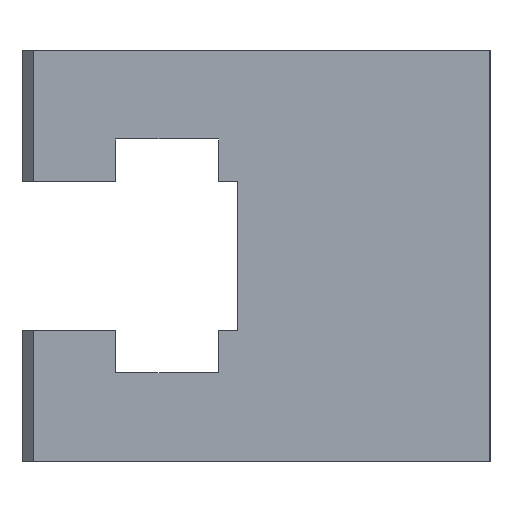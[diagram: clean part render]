
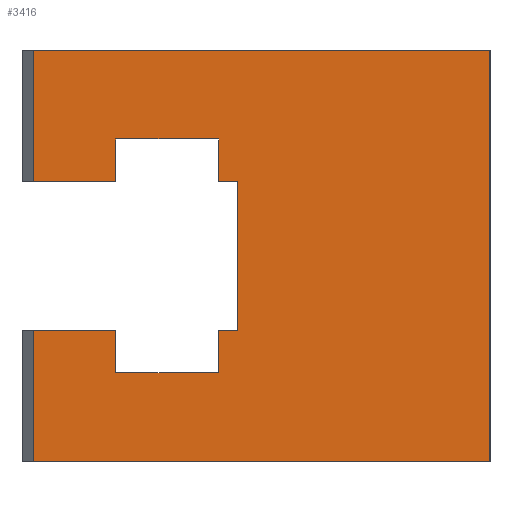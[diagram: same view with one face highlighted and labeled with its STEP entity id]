
A CAD part, left-side view. The second image highlights one B-rep face of the part: STEP entity #3416.
In plain terms, the highlighted planar face has unit normal (-1, 0, 0).
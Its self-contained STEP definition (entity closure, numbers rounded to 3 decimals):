
#3416=ADVANCED_FACE('',(#6941),#6942,.F.);
#6941=FACE_OUTER_BOUND('',#10576,.T.);
#6942=PLANE('',#10577);
#10576=EDGE_LOOP('',(#21294,#21295,#21296,#21297,#21298,#21299,#21300,#21301,#21302,#21303,#21304,#21305,#21306,#21307,#21308,#21309));
#10577=AXIS2_PLACEMENT_3D('',#21310,#21311,#21312);
#21294=ORIENTED_EDGE('',*,*,#27430,.T.);
#21295=ORIENTED_EDGE('',*,*,#23586,.T.);
#21296=ORIENTED_EDGE('',*,*,#27432,.T.);
#21297=ORIENTED_EDGE('',*,*,#27433,.T.);
#21298=ORIENTED_EDGE('',*,*,#23312,.T.);
#21299=ORIENTED_EDGE('',*,*,#23490,.T.);
#21300=ORIENTED_EDGE('',*,*,#23493,.T.);
#21301=ORIENTED_EDGE('',*,*,#23496,.T.);
#21302=ORIENTED_EDGE('',*,*,#24575,.T.);
#21303=ORIENTED_EDGE('',*,*,#27434,.T.);
#21304=ORIENTED_EDGE('',*,*,#23504,.T.);
#21305=ORIENTED_EDGE('',*,*,#23525,.T.);
#21306=ORIENTED_EDGE('',*,*,#27428,.T.);
#21307=ORIENTED_EDGE('',*,*,#27435,.F.);
#21308=ORIENTED_EDGE('',*,*,#27436,.F.);
#21309=ORIENTED_EDGE('',*,*,#25039,.F.);
#21310=CARTESIAN_POINT('',(-75.0,25.0,0.0));
#21311=DIRECTION('',(1.0,0.0,0.0));
#21312=DIRECTION('',(0.0,0.0,-1.0));
#23312=EDGE_CURVE('',#28439,#28437,#28440,.T.);
#23490=EDGE_CURVE('',#28437,#28746,#28748,.T.);
#23493=EDGE_CURVE('',#28746,#28750,#28752,.T.);
#23496=EDGE_CURVE('',#28750,#28754,#28756,.T.);
#23504=EDGE_CURVE('',#28768,#28766,#28769,.T.);
#23525=EDGE_CURVE('',#28766,#28806,#28808,.T.);
#23586=EDGE_CURVE('',#28911,#28909,#28912,.T.);
#24575=EDGE_CURVE('',#28754,#30704,#30706,.T.);
#25039=EDGE_CURVE('',#31612,#31614,#31615,.T.);
#27428=EDGE_CURVE('',#28806,#34568,#34570,.T.);
#27430=EDGE_CURVE('',#31612,#28911,#34572,.T.);
#27432=EDGE_CURVE('',#28909,#34574,#34575,.T.);
#27433=EDGE_CURVE('',#34574,#28439,#34576,.T.);
#27434=EDGE_CURVE('',#30704,#28768,#34577,.T.);
#27435=EDGE_CURVE('',#34578,#34568,#34579,.T.);
#27436=EDGE_CURVE('',#31614,#34578,#34580,.T.);
#28437=VERTEX_POINT('',#35794);
#28439=VERTEX_POINT('',#35797);
#28440=LINE('',#35798,#35799);
#28746=VERTEX_POINT('',#36229);
#28748=LINE('',#36232,#36233);
#28750=VERTEX_POINT('',#36235);
#28752=LINE('',#36238,#36239);
#28754=VERTEX_POINT('',#36241);
#28756=LINE('',#36244,#36245);
#28766=VERTEX_POINT('',#36259);
#28768=VERTEX_POINT('',#36262);
#28769=LINE('',#36263,#36264);
#28806=VERTEX_POINT('',#36319);
#28808=LINE('',#36322,#36323);
#28909=VERTEX_POINT('',#36473);
#28911=VERTEX_POINT('',#36476);
#28912=LINE('',#36477,#36478);
#30704=VERTEX_POINT('',#39052);
#30706=LINE('',#39055,#39056);
#31612=VERTEX_POINT('',#40417);
#31614=VERTEX_POINT('',#40420);
#31615=LINE('',#40421,#40422);
#34568=VERTEX_POINT('',#44802);
#34570=LINE('',#44805,#44806);
#34572=LINE('',#44808,#44809);
#34574=VERTEX_POINT('',#44811);
#34575=LINE('',#44812,#44813);
#34576=LINE('',#44814,#44815);
#34577=LINE('',#44816,#44817);
#34578=VERTEX_POINT('',#44818);
#34579=LINE('',#44819,#44820);
#34580=LINE('',#44821,#44822);
#35794=CARTESIAN_POINT('',(-75.0,29.0,8.0));
#35797=CARTESIAN_POINT('',(-75.0,29.0,12.5));
#35798=CARTESIAN_POINT('',(-75.0,29.0,0.0));
#35799=VECTOR('',#45906,1.0);
#36229=CARTESIAN_POINT('',(-75.0,27.0,8.0));
#36232=CARTESIAN_POINT('',(-75.0,31.75,8.0));
#36233=VECTOR('',#46122,1.0);
#36235=CARTESIAN_POINT('',(-75.0,27.0,-8.0));
#36238=CARTESIAN_POINT('',(-75.0,27.0,0.0));
#36239=VECTOR('',#46124,1.0);
#36241=CARTESIAN_POINT('',(-75.0,29.0,-8.0));
#36244=CARTESIAN_POINT('',(-75.0,31.75,-8.0));
#36245=VECTOR('',#46126,1.0);
#36259=CARTESIAN_POINT('',(-75.0,40.0,-8.0));
#36262=CARTESIAN_POINT('',(-75.0,40.0,-12.5));
#36263=CARTESIAN_POINT('',(-75.0,40.0,0.0));
#36264=VECTOR('',#46132,1.0);
#36319=CARTESIAN_POINT('',(-75.0,48.75,-8.0));
#36322=CARTESIAN_POINT('',(-75.0,31.75,-8.0));
#36323=VECTOR('',#46152,1.0);
#36473=CARTESIAN_POINT('',(-75.0,40.0,8.0));
#36476=CARTESIAN_POINT('',(-75.0,48.75,8.0));
#36477=CARTESIAN_POINT('',(-75.0,31.75,8.0));
#36478=VECTOR('',#46206,1.0);
#39052=CARTESIAN_POINT('',(-75.0,29.0,-12.5));
#39055=CARTESIAN_POINT('',(-75.0,29.0,0.0));
#39056=VECTOR('',#47365,1.0);
#40417=CARTESIAN_POINT('',(-75.0,48.75,22.0));
#40420=CARTESIAN_POINT('',(-75.0,0.0,22.0));
#40421=CARTESIAN_POINT('',(-75.0,25.0,22.0));
#40422=VECTOR('',#47825,1.0);
#44802=CARTESIAN_POINT('',(-75.0,48.75,-22.0));
#44805=CARTESIAN_POINT('',(-75.0,48.75,0.0));
#44806=VECTOR('',#49419,1.0);
#44808=CARTESIAN_POINT('',(-75.0,48.75,0.0));
#44809=VECTOR('',#49420,1.0);
#44811=CARTESIAN_POINT('',(-75.0,40.0,12.5));
#44812=CARTESIAN_POINT('',(-75.0,40.0,0.0));
#44813=VECTOR('',#49421,1.0);
#44814=CARTESIAN_POINT('',(-75.0,29.75,12.5));
#44815=VECTOR('',#49422,1.0);
#44816=CARTESIAN_POINT('',(-75.0,29.75,-12.5));
#44817=VECTOR('',#49423,1.0);
#44818=CARTESIAN_POINT('',(-75.0,0.0,-22.0));
#44819=CARTESIAN_POINT('',(-75.0,25.0,-22.0));
#44820=VECTOR('',#49424,1.0);
#44821=CARTESIAN_POINT('',(-75.0,0.0,0.0));
#44822=VECTOR('',#49425,1.0);
#45906=DIRECTION('',(0.0,0.0,-1.0));
#46122=DIRECTION('',(0.0,-1.0,0.0));
#46124=DIRECTION('',(0.0,0.0,-1.0));
#46126=DIRECTION('',(0.0,1.0,0.0));
#46132=DIRECTION('',(0.0,0.0,1.0));
#46152=DIRECTION('',(0.0,1.0,0.0));
#46206=DIRECTION('',(0.0,-1.0,0.0));
#47365=DIRECTION('',(0.0,0.0,-1.0));
#47825=DIRECTION('',(0.0,-1.0,0.0));
#49419=DIRECTION('',(0.0,0.0,-1.0));
#49420=DIRECTION('',(0.0,0.0,-1.0));
#49421=DIRECTION('',(0.0,0.0,1.0));
#49422=DIRECTION('',(0.0,-1.0,0.0));
#49423=DIRECTION('',(0.0,1.0,0.0));
#49424=DIRECTION('',(0.0,1.0,0.0));
#49425=DIRECTION('',(0.0,0.0,-1.0));
